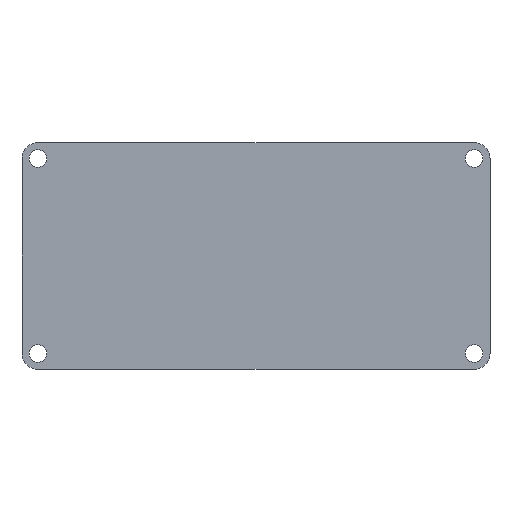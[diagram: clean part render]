
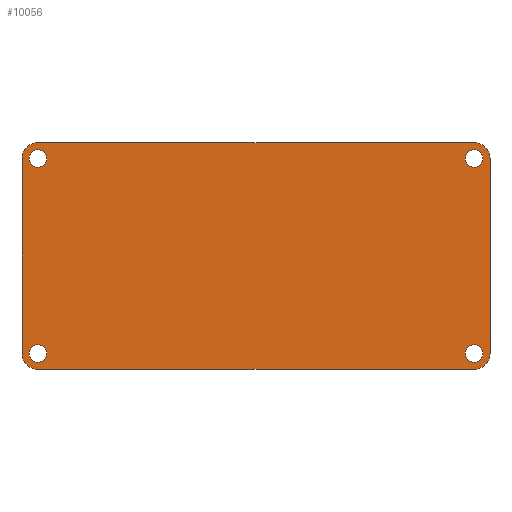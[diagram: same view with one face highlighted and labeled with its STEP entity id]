
A CAD part, front view. The second image highlights one B-rep face of the part: STEP entity #10056.
In plain terms, the highlighted planar face has unit normal (0, -1, 0).
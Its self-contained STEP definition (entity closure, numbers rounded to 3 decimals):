
#14=CARTESIAN_POINT('',(142.4,0.,-66.4));
#15=DIRECTION('',(0.,-1.,0.));
#16=DIRECTION('',(0.,0.,-1.));
#17=AXIS2_PLACEMENT_3D('',#14,#15,#16);
#23=DIRECTION('',(-1.,0.,0.));
#24=VECTOR('',#23,137.4);
#25=CARTESIAN_POINT('',(142.4,0.,-71.4));
#26=LINE('',#25,#24);
#30=CARTESIAN_POINT('',(5.,0.,-66.4));
#31=DIRECTION('',(0.,-1.,0.));
#32=DIRECTION('',(-1.,0.,0.));
#33=AXIS2_PLACEMENT_3D('',#30,#31,#32);
#38=DIRECTION('',(0.,0.,1.));
#39=VECTOR('',#38,61.4);
#40=CARTESIAN_POINT('',(0.,0.,-66.4));
#41=LINE('',#40,#39);
#45=CARTESIAN_POINT('',(5.,0.,-5.));
#46=DIRECTION('',(0.,-1.,0.));
#47=DIRECTION('',(0.,0.,1.));
#48=AXIS2_PLACEMENT_3D('',#45,#46,#47);
#53=DIRECTION('',(1.,0.,0.));
#54=VECTOR('',#53,137.4);
#55=CARTESIAN_POINT('',(5.,0.,0.));
#56=LINE('',#55,#54);
#60=CARTESIAN_POINT('',(142.4,0.,-5.));
#61=DIRECTION('',(0.,-1.,0.));
#62=DIRECTION('',(1.,0.,0.));
#63=AXIS2_PLACEMENT_3D('',#60,#61,#62);
#68=DIRECTION('',(0.,0.,-1.));
#69=VECTOR('',#68,61.4);
#70=CARTESIAN_POINT('',(147.4,0.,-5.));
#71=LINE('',#70,#69);
#75=CARTESIAN_POINT('',(5.,0.,-5.));
#76=DIRECTION('',(0.,-1.,0.));
#77=DIRECTION('',(1.,0.,0.));
#78=AXIS2_PLACEMENT_3D('',#75,#76,#77);
#83=CARTESIAN_POINT('',(5.,0.,-5.));
#84=DIRECTION('',(0.,-1.,0.));
#85=DIRECTION('',(-1.,0.,0.));
#86=AXIS2_PLACEMENT_3D('',#83,#84,#85);
#91=CARTESIAN_POINT('',(5.,0.,-66.4));
#92=DIRECTION('',(0.,-1.,0.));
#93=DIRECTION('',(1.,0.,0.));
#94=AXIS2_PLACEMENT_3D('',#91,#92,#93);
#99=CARTESIAN_POINT('',(5.,0.,-66.4));
#100=DIRECTION('',(0.,-1.,0.));
#101=DIRECTION('',(-1.,0.,0.));
#102=AXIS2_PLACEMENT_3D('',#99,#100,#101);
#107=CARTESIAN_POINT('',(142.4,0.,-5.));
#108=DIRECTION('',(0.,-1.,0.));
#109=DIRECTION('',(1.,0.,0.));
#110=AXIS2_PLACEMENT_3D('',#107,#108,#109);
#115=CARTESIAN_POINT('',(142.4,0.,-5.));
#116=DIRECTION('',(0.,-1.,0.));
#117=DIRECTION('',(-1.,0.,0.));
#118=AXIS2_PLACEMENT_3D('',#115,#116,#117);
#123=CARTESIAN_POINT('',(142.4,0.,-66.4));
#124=DIRECTION('',(0.,-1.,0.));
#125=DIRECTION('',(1.,0.,0.));
#126=AXIS2_PLACEMENT_3D('',#123,#124,#125);
#131=CARTESIAN_POINT('',(142.4,0.,-66.4));
#132=DIRECTION('',(0.,-1.,0.));
#133=DIRECTION('',(-1.,0.,0.));
#134=AXIS2_PLACEMENT_3D('',#131,#132,#133);
#8805=CARTESIAN_POINT('',(142.4,0.,-71.4));
#8806=CARTESIAN_POINT('',(147.4,0.,-66.4));
#8807=VERTEX_POINT('',#8805);
#8808=VERTEX_POINT('',#8806);
#8809=CARTESIAN_POINT('',(0.,0.,-66.4));
#8810=CARTESIAN_POINT('',(5.,0.,-71.4));
#8811=VERTEX_POINT('',#8809);
#8812=VERTEX_POINT('',#8810);
#8813=CARTESIAN_POINT('',(5.,0.,0.));
#8814=CARTESIAN_POINT('',(0.,0.,-5.));
#8815=VERTEX_POINT('',#8813);
#8816=VERTEX_POINT('',#8814);
#8817=CARTESIAN_POINT('',(147.4,0.,-5.));
#8818=CARTESIAN_POINT('',(142.4,0.,0.));
#8819=VERTEX_POINT('',#8817);
#8820=VERTEX_POINT('',#8818);
#8901=CARTESIAN_POINT('',(7.75,0.,-5.));
#8902=CARTESIAN_POINT('',(2.25,0.,-5.));
#8903=VERTEX_POINT('',#8901);
#8904=VERTEX_POINT('',#8902);
#8909=CARTESIAN_POINT('',(7.75,0.,-66.4));
#8910=CARTESIAN_POINT('',(2.25,0.,-66.4));
#8911=VERTEX_POINT('',#8909);
#8912=VERTEX_POINT('',#8910);
#8917=CARTESIAN_POINT('',(145.15,0.,-5.));
#8918=CARTESIAN_POINT('',(139.65,0.,-5.));
#8919=VERTEX_POINT('',#8917);
#8920=VERTEX_POINT('',#8918);
#8925=CARTESIAN_POINT('',(145.15,0.,-66.4));
#8926=CARTESIAN_POINT('',(139.65,0.,-66.4));
#8927=VERTEX_POINT('',#8925);
#8928=VERTEX_POINT('',#8926);
#10009=CARTESIAN_POINT('',(0.,0.,0.));
#10010=DIRECTION('',(0.,1.,0.));
#10011=DIRECTION('',(1.,0.,0.));
#10012=AXIS2_PLACEMENT_3D('',#10009,#10010,#10011);
#10013=PLANE('',#10012);
#10015=ORIENTED_EDGE('',*,*,#10014,.F.);
#10017=ORIENTED_EDGE('',*,*,#10016,.T.);
#10019=ORIENTED_EDGE('',*,*,#10018,.F.);
#10021=ORIENTED_EDGE('',*,*,#10020,.T.);
#10023=ORIENTED_EDGE('',*,*,#10022,.F.);
#10025=ORIENTED_EDGE('',*,*,#10024,.T.);
#10027=ORIENTED_EDGE('',*,*,#10026,.F.);
#10029=ORIENTED_EDGE('',*,*,#10028,.T.);
#10030=EDGE_LOOP('',(#10015,#10017,#10019,#10021,#10023,#10025,#10027,#10029));
#10031=FACE_OUTER_BOUND('',#10030,.F.);
#10033=ORIENTED_EDGE('',*,*,#10032,.T.);
#10035=ORIENTED_EDGE('',*,*,#10034,.T.);
#10036=EDGE_LOOP('',(#10033,#10035));
#10037=FACE_BOUND('',#10036,.F.);
#10039=ORIENTED_EDGE('',*,*,#10038,.T.);
#10041=ORIENTED_EDGE('',*,*,#10040,.T.);
#10042=EDGE_LOOP('',(#10039,#10041));
#10043=FACE_BOUND('',#10042,.F.);
#10045=ORIENTED_EDGE('',*,*,#10044,.T.);
#10047=ORIENTED_EDGE('',*,*,#10046,.T.);
#10048=EDGE_LOOP('',(#10045,#10047));
#10049=FACE_BOUND('',#10048,.F.);
#10051=ORIENTED_EDGE('',*,*,#10050,.T.);
#10053=ORIENTED_EDGE('',*,*,#10052,.T.);
#10054=EDGE_LOOP('',(#10051,#10053));
#10055=FACE_BOUND('',#10054,.F.);
#18=CIRCLE('',#17,5.);
#34=CIRCLE('',#33,5.);
#49=CIRCLE('',#48,5.);
#64=CIRCLE('',#63,5.);
#79=CIRCLE('',#78,2.75);
#87=CIRCLE('',#86,2.75);
#95=CIRCLE('',#94,2.75);
#103=CIRCLE('',#102,2.75);
#111=CIRCLE('',#110,2.75);
#119=CIRCLE('',#118,2.75);
#127=CIRCLE('',#126,2.75);
#135=CIRCLE('',#134,2.75);
#10014=EDGE_CURVE('',#8807,#8808,#18,.T.);
#10016=EDGE_CURVE('',#8807,#8812,#26,.T.);
#10018=EDGE_CURVE('',#8811,#8812,#34,.T.);
#10020=EDGE_CURVE('',#8811,#8816,#41,.T.);
#10022=EDGE_CURVE('',#8815,#8816,#49,.T.);
#10024=EDGE_CURVE('',#8815,#8820,#56,.T.);
#10026=EDGE_CURVE('',#8819,#8820,#64,.T.);
#10028=EDGE_CURVE('',#8819,#8808,#71,.T.);
#10032=EDGE_CURVE('',#8903,#8904,#79,.T.);
#10034=EDGE_CURVE('',#8904,#8903,#87,.T.);
#10038=EDGE_CURVE('',#8911,#8912,#95,.T.);
#10040=EDGE_CURVE('',#8912,#8911,#103,.T.);
#10044=EDGE_CURVE('',#8919,#8920,#111,.T.);
#10046=EDGE_CURVE('',#8920,#8919,#119,.T.);
#10050=EDGE_CURVE('',#8927,#8928,#127,.T.);
#10052=EDGE_CURVE('',#8928,#8927,#135,.T.);
#10056=ADVANCED_FACE('',(#10031,#10037,#10043,#10049,#10055),#10013,.F.);
